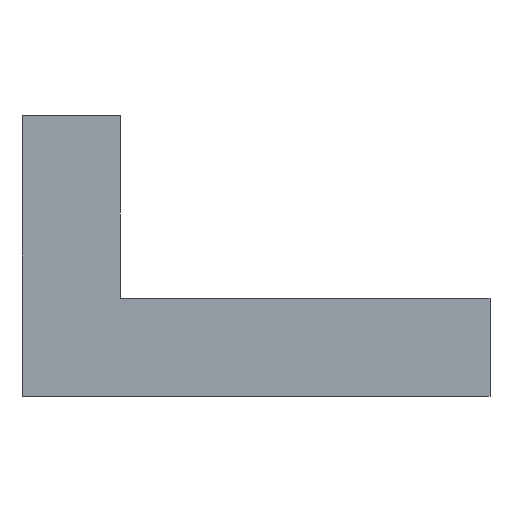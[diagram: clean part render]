
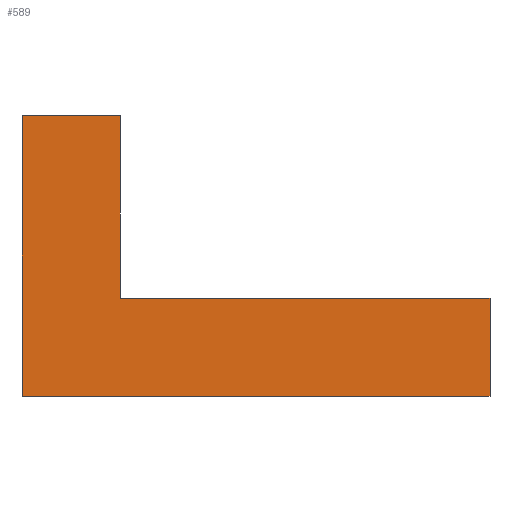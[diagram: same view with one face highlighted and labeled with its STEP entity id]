
A CAD part, front view. The second image highlights one B-rep face of the part: STEP entity #589.
In plain terms, the highlighted planar face has unit normal (0, -1, 0).
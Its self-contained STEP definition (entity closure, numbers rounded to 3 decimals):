
#333=EDGE_CURVE('',#351,#341,#852,.T.);
#341=VERTEX_POINT('',#861);
#351=VERTEX_POINT('',#871);
#455=VERTEX_POINT('',#990);
#457=EDGE_CURVE('',#341,#455,#992,.T.);
#471=EDGE_CURVE('',#455,#621,#1008,.T.);
#561=EDGE_CURVE('',#619,#351,#1105,.T.);
#579=VERTEX_POINT('',#1124);
#589=ADVANCED_FACE('',(#1138),#1139,.T.);
#619=VERTEX_POINT('',#1169);
#621=VERTEX_POINT('',#1171);
#679=EDGE_CURVE('',#621,#579,#1231,.T.);
#709=EDGE_CURVE('',#579,#619,#1268,.T.);
#852=LINE('',#1450,#1451);
#861=CARTESIAN_POINT('',(0.0,-12.5,63.0));
#871=CARTESIAN_POINT('',(0.0,-12.5,0.));
#990=CARTESIAN_POINT('',(22.0,-12.5,63.0));
#992=LINE('',#1640,#1641);
#1008=LINE('',#1661,#1662);
#1105=LINE('',#1802,#1803);
#1124=CARTESIAN_POINT('',(105.0,-12.5,22.0));
#1138=FACE_OUTER_BOUND('',#1843,.T.);
#1139=PLANE('',#1844);
#1169=CARTESIAN_POINT('',(105.0,-12.5,0.));
#1171=CARTESIAN_POINT('',(22.0,-12.5,22.0));
#1231=LINE('',#1979,#1980);
#1268=LINE('',#2027,#2028);
#1450=CARTESIAN_POINT('',(0.0,-12.5,63.0));
#1451=VECTOR('',#2163,1.0);
#1640=CARTESIAN_POINT('',(22.0,-12.5,63.0));
#1641=VECTOR('',#2315,1.0);
#1661=CARTESIAN_POINT('',(22.0,-12.5,22.0));
#1662=VECTOR('',#2336,1.0);
#1802=CARTESIAN_POINT('',(0.0,-12.5,0.));
#1803=VECTOR('',#2429,1.0);
#1843=EDGE_LOOP('',(#2467,#2468,#2469,#2470,#2471,#2472));
#1844=AXIS2_PLACEMENT_3D('',#2473,#2474,#2475);
#1979=CARTESIAN_POINT('',(105.0,-12.5,22.0));
#1980=VECTOR('',#2528,1.0);
#2027=CARTESIAN_POINT('',(105.0,-12.5,0.));
#2028=VECTOR('',#2595,1.0);
#2163=DIRECTION('',(0.0,0.,1.0));
#2315=DIRECTION('',(1.0,0.0,0.0));
#2336=DIRECTION('',(0.0,0.,-1.0));
#2429=DIRECTION('',(-1.0,0.0,0.0));
#2467=ORIENTED_EDGE('',*,*,#561,.F.);
#2468=ORIENTED_EDGE('',*,*,#709,.F.);
#2469=ORIENTED_EDGE('',*,*,#679,.F.);
#2470=ORIENTED_EDGE('',*,*,#471,.F.);
#2471=ORIENTED_EDGE('',*,*,#457,.F.);
#2472=ORIENTED_EDGE('',*,*,#333,.F.);
#2473=CARTESIAN_POINT('',(42.372,-12.5,21.372));
#2474=DIRECTION('',(0.0,-1.0,0.));
#2475=DIRECTION('',(1.0,0.0,0.0));
#2528=DIRECTION('',(1.0,0.0,0.0));
#2595=DIRECTION('',(0.0,0.,-1.0));
